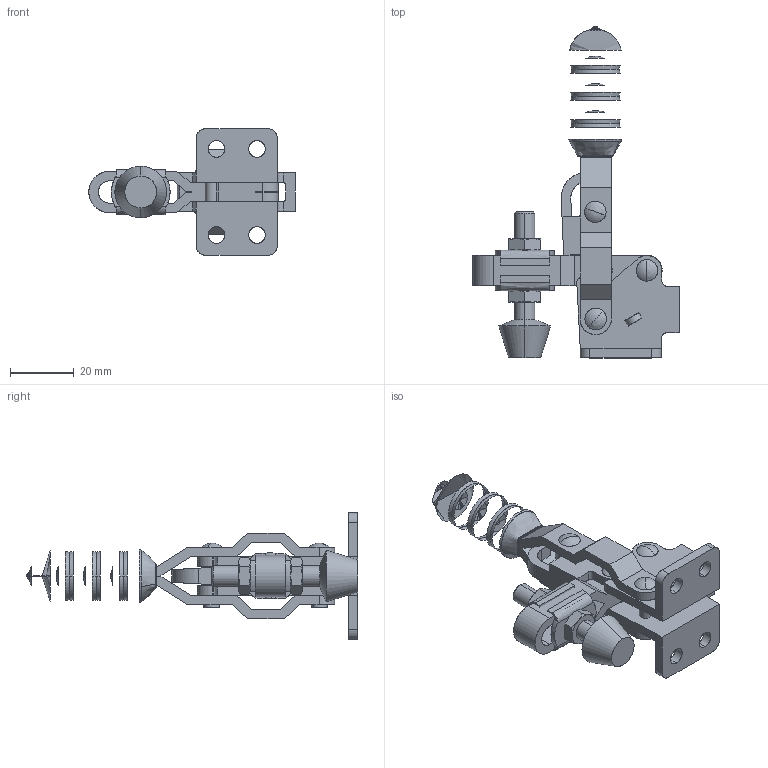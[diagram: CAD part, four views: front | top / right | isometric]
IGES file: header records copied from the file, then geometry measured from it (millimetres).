
Start section: SolidWorks IGES file using analytic representation for surfaces
Global section: file name: EMC12050U.IGS,15; native system: HSolidWorks 2016; preprocessor: SolidWorks 2016; author: LinWei; date: 190108.154654; units: millimetre
Bounding box: 64.65 x 104 x 39.7 mm (x, y, z)
Surface area: 18245.3 mm2 (no closed solid volume)
Topology: 0 solids, 0 shells, 323 faces, 4441 edges, 4436 vertices
Faces by surface type: bspline 170, revolution 153
